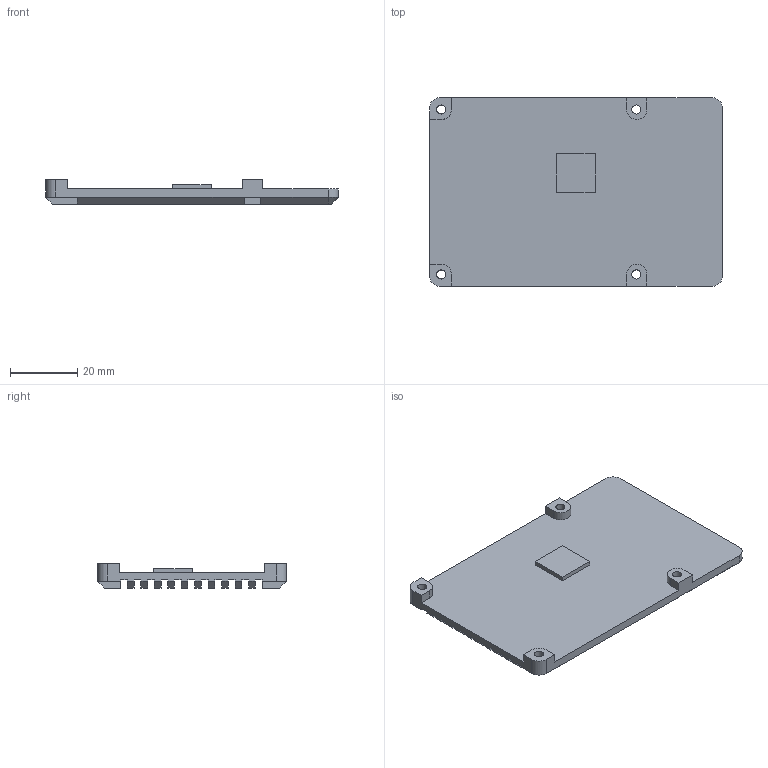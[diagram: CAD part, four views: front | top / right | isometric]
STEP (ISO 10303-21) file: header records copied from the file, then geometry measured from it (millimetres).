
FILE_DESCRIPTION(('FreeCAD Model'),'2;1');
FILE_NAME('pi4-heatsink-bottom.step', '2021-06-19T14:59:23',('Author'),(''), 'Open CASCADE STEP processor 7.3','FreeCAD','Unknown');
FILE_SCHEMA(('AUTOMOTIVE_DESIGN { 1 0 10303 214 1 1 1 1 }'));
Length unit declared in the file: millimetre
Products named in the file (1): Pad002
Bounding box: 87 x 56 x 7.2 mm (x, y, z)
Volume: 16755.4 mm3; surface area: 15718.1 mm2
Topology: 1 solids, 1 shells, 119 faces, 344 edges, 228 vertices
Faces by surface type: plane 105, cylinder 12, cone 2
Full cylindrical faces by diameter (mm): 2.7 x4
Entity records: 9211 total; most frequent: CARTESIAN_POINT 1444, DIRECTION 1284, LINE 978, VECTOR 978, ORIENTED_EDGE 688, PCURVE 688, DEFINITIONAL_REPRESENTATION 688, EDGE_CURVE 344
